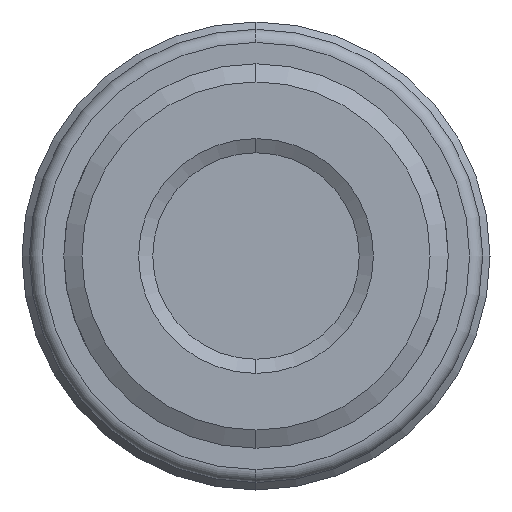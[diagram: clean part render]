
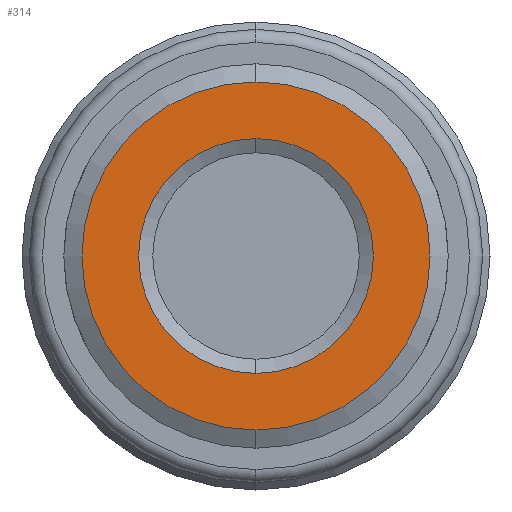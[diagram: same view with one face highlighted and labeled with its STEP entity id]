
A CAD part, left-side view. The second image highlights one B-rep face of the part: STEP entity #314.
In plain terms, the highlighted planar face has unit normal (-1, 0, 0).
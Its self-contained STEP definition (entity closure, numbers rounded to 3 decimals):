
#52 = FACE_OUTER_BOUND ( 'NONE', #327, .T. ) ;
#81 = ORIENTED_EDGE ( 'NONE', *, *, #620, .T. ) ;
#136 = CARTESIAN_POINT ( 'NONE',  ( 0., 0., -9.68 ) ) ;
#156 = CARTESIAN_POINT ( 'NONE',  ( 0., 0., 0. ) ) ;
#164 = PLANE ( 'NONE',  #580 ) ;
#176 = CIRCLE ( 'NONE', #805, 9.68 ) ;
#210 = AXIS2_PLACEMENT_3D ( 'NONE', #671, #1580, #1685 ) ;
#224 = DIRECTION ( 'NONE',  ( 0., 0., 1. ) ) ;
#295 = DIRECTION ( 'NONE',  ( -1., 0., 0. ) ) ;
#314 = ADVANCED_FACE ( 'NONE', ( #660, #52 ), #164, .F. ) ;
#327 = EDGE_LOOP ( 'NONE', ( #81, #716 ) ) ;
#333 = DIRECTION ( 'NONE',  ( 0., 0., 1. ) ) ;
#342 = CIRCLE ( 'NONE', #601, 6.527 ) ;
#406 = DIRECTION ( 'NONE',  ( 0., 0., 1. ) ) ;
#422 = EDGE_CURVE ( 'NONE', #734, #999, #1071, .T. ) ;
#440 = DIRECTION ( 'NONE',  ( 0., 0., -1. ) ) ;
#481 = CARTESIAN_POINT ( 'NONE',  ( 0., 0., 6.527 ) ) ;
#580 = AXIS2_PLACEMENT_3D ( 'NONE', #1224, #820, #440 ) ;
#601 = AXIS2_PLACEMENT_3D ( 'NONE', #156, #295, #406 ) ;
#620 = EDGE_CURVE ( 'NONE', #1147, #821, #786, .T. ) ;
#660 = FACE_BOUND ( 'NONE', #1665, .T. ) ;
#671 = CARTESIAN_POINT ( 'NONE',  ( 0., 0., 0. ) ) ;
#716 = ORIENTED_EDGE ( 'NONE', *, *, #886, .T. ) ;
#734 = VERTEX_POINT ( 'NONE', #935 ) ;
#786 = CIRCLE ( 'NONE', #855, 9.68 ) ;
#805 = AXIS2_PLACEMENT_3D ( 'NONE', #981, #1625, #333 ) ;
#820 = DIRECTION ( 'NONE',  ( 1., 0., 0. ) ) ;
#821 = VERTEX_POINT ( 'NONE', #1603 ) ;
#855 = AXIS2_PLACEMENT_3D ( 'NONE', #1159, #1019, #224 ) ;
#886 = EDGE_CURVE ( 'NONE', #821, #1147, #176, .T. ) ;
#935 = CARTESIAN_POINT ( 'NONE',  ( 0., 0., -6.527 ) ) ;
#981 = CARTESIAN_POINT ( 'NONE',  ( 0., 0., 0. ) ) ;
#999 = VERTEX_POINT ( 'NONE', #481 ) ;
#1019 = DIRECTION ( 'NONE',  ( -1., 0., 0. ) ) ;
#1071 = CIRCLE ( 'NONE', #210, 6.527 ) ;
#1134 = EDGE_CURVE ( 'NONE', #999, #734, #342, .T. ) ;
#1147 = VERTEX_POINT ( 'NONE', #136 ) ;
#1159 = CARTESIAN_POINT ( 'NONE',  ( 0., 0., 0. ) ) ;
#1224 = CARTESIAN_POINT ( 'NONE',  ( 0., 0., 0. ) ) ;
#1538 = ORIENTED_EDGE ( 'NONE', *, *, #1134, .F. ) ;
#1580 = DIRECTION ( 'NONE',  ( -1., 0., 0. ) ) ;
#1603 = CARTESIAN_POINT ( 'NONE',  ( 0., 0., 9.68 ) ) ;
#1625 = DIRECTION ( 'NONE',  ( -1., 0., 0. ) ) ;
#1665 = EDGE_LOOP ( 'NONE', ( #1538, #1676 ) ) ;
#1676 = ORIENTED_EDGE ( 'NONE', *, *, #422, .F. ) ;
#1685 = DIRECTION ( 'NONE',  ( 0., 0., 1. ) ) ;
